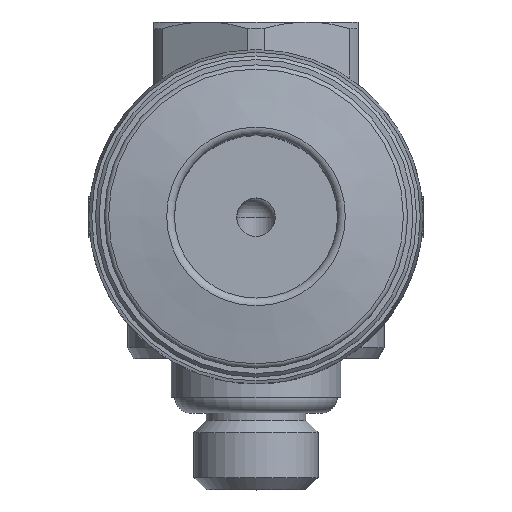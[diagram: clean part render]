
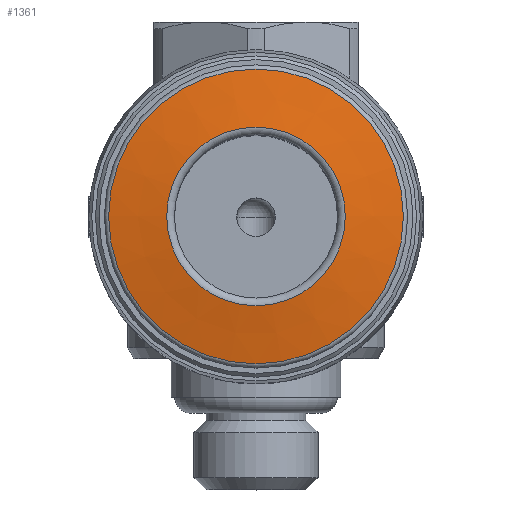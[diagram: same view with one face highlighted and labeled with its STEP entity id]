
A CAD part, top view. The second image highlights one B-rep face of the part: STEP entity #1361.
In plain terms, the highlighted conical face has half-angle 80 degrees and reference radius 3.475 mm.
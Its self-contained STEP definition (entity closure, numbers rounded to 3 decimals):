
#72=CIRCLE('',#1460,5.735);
#73=CIRCLE('',#1461,3.475);
#116=CONICAL_SURFACE('',#1459,3.475,1.396);
#228=ORIENTED_EDGE('',*,*,#456,.F.);
#229=ORIENTED_EDGE('',*,*,#457,.T.);
#456=EDGE_CURVE('',#562,#562,#72,.T.);
#457=EDGE_CURVE('',#563,#563,#73,.T.);
#562=VERTEX_POINT('',#2037);
#563=VERTEX_POINT('',#2039);
#691=EDGE_LOOP('',(#228));
#692=EDGE_LOOP('',(#229));
#785=FACE_BOUND('',#691,.T.);
#786=FACE_BOUND('',#692,.T.);
#1361=ADVANCED_FACE('',(#785,#786),#116,.T.);
#1459=AXIS2_PLACEMENT_3D('',#2035,#1662,#1663);
#1460=AXIS2_PLACEMENT_3D('',#2036,#1664,#1665);
#1461=AXIS2_PLACEMENT_3D('',#2038,#1666,#1667);
#1662=DIRECTION('',(0.,0.,-1.));
#1663=DIRECTION('',(-1.,0.,0.));
#1664=DIRECTION('',(0.,0.,-1.));
#1665=DIRECTION('',(-1.,0.,0.));
#1666=DIRECTION('',(0.,0.,-1.));
#1667=DIRECTION('',(-1.,0.,0.));
#2035=CARTESIAN_POINT('',(0.,-7.6,23.7));
#2036=CARTESIAN_POINT('',(0.,-7.6,23.302));
#2037=CARTESIAN_POINT('',(-5.735,-7.6,23.302));
#2038=CARTESIAN_POINT('',(0.,-7.6,23.7));
#2039=CARTESIAN_POINT('',(-3.475,-7.6,23.7));
